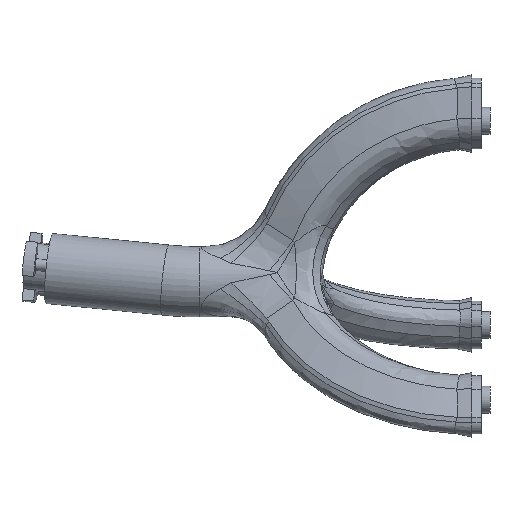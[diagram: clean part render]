
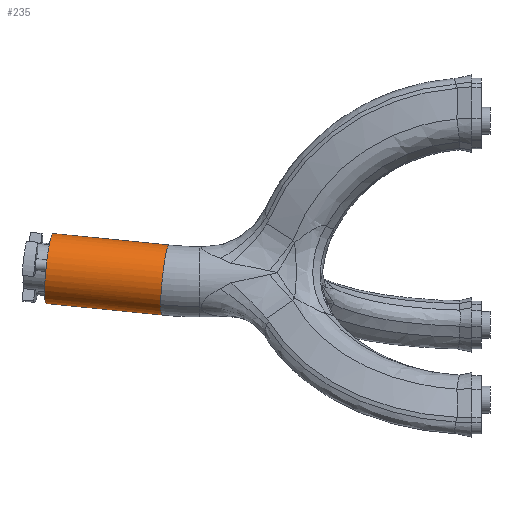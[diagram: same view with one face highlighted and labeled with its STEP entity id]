
A CAD part, left-side view. The second image highlights one B-rep face of the part: STEP entity #235.
In plain terms, the highlighted cylindrical face has radius 6 mm (diameter 12 mm), a partial arc.
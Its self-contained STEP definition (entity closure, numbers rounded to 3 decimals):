
#235 = ADVANCED_FACE ( 'NONE', ( #3596 ), #11131, .T. ) ;
#249 = CARTESIAN_POINT ( 'NONE',  ( 12.088, 53.166, 12.088 ) ) ;
#812 = CARTESIAN_POINT ( 'NONE',  ( 18.257, 72.729, 12.287 ) ) ;
#1187 = CIRCLE ( 'NONE', #5824, 6. ) ;
#1291 = EDGE_CURVE ( 'NONE', #10129, #4093, #1187, .T. ) ;
#1593 = CIRCLE ( 'NONE', #4677, 6. ) ;
#1729 = DIRECTION ( 'NONE',  ( 0., -0.099, 0.995 ) ) ;
#2009 = LINE ( 'NONE', #8560, #2370 ) ;
#2024 = EDGE_CURVE ( 'NONE', #7441, #4573, #2009, .T. ) ;
#2370 = VECTOR ( 'NONE', #6545, 1000. ) ;
#2634 = EDGE_LOOP ( 'NONE', ( #9062, #2906, #6428, #5498, #5313 ) ) ;
#2769 = CARTESIAN_POINT ( 'NONE',  ( 16.289, 51.737, 22.26 ) ) ;
#2855 = CARTESIAN_POINT ( 'NONE',  ( 18.257, 72.136, 18.257 ) ) ;
#2906 = ORIENTED_EDGE ( 'NONE', *, *, #8547, .T. ) ;
#3596 = FACE_OUTER_BOUND ( 'NONE', #2634, .T. ) ;
#3615 = DIRECTION ( 'NONE',  ( 0.098, 0.99, 0.098 ) ) ;
#4093 = VERTEX_POINT ( 'NONE', #10665 ) ;
#4159 = DIRECTION ( 'NONE',  ( -0.005, -0.098, 0.995 ) ) ;
#4335 = EDGE_CURVE ( 'NONE', #4093, #5248, #11812, .T. ) ;
#4564 = CIRCLE ( 'NONE', #6119, 6. ) ;
#4573 = VERTEX_POINT ( 'NONE', #812 ) ;
#4677 = AXIS2_PLACEMENT_3D ( 'NONE', #2855, #9299, #9185 ) ;
#4997 = CARTESIAN_POINT ( 'NONE',  ( 16.289, 52.331, 16.289 ) ) ;
#5248 = VERTEX_POINT ( 'NONE', #8234 ) ;
#5313 = ORIENTED_EDGE ( 'NONE', *, *, #7005, .F. ) ;
#5498 = ORIENTED_EDGE ( 'NONE', *, *, #4335, .T. ) ;
#5683 = CARTESIAN_POINT ( 'NONE',  ( 16.289, 52.924, 10.318 ) ) ;
#5824 = AXIS2_PLACEMENT_3D ( 'NONE', #11071, #6441, #9364 ) ;
#6119 = AXIS2_PLACEMENT_3D ( 'NONE', #4997, #11268, #4159 ) ;
#6428 = ORIENTED_EDGE ( 'NONE', *, *, #1291, .T. ) ;
#6441 = DIRECTION ( 'NONE',  ( 0.098, 0.99, 0.098 ) ) ;
#6545 = DIRECTION ( 'NONE',  ( 0.098, 0.99, 0.098 ) ) ;
#7005 = EDGE_CURVE ( 'NONE', #4573, #5248, #1593, .T. ) ;
#7441 = VERTEX_POINT ( 'NONE', #5683 ) ;
#7454 = DIRECTION ( 'NONE',  ( 0.098, 0.99, 0.098 ) ) ;
#7730 = VECTOR ( 'NONE', #3615, 1000. ) ;
#8141 = AXIS2_PLACEMENT_3D ( 'NONE', #9136, #7454, #1729 ) ;
#8234 = CARTESIAN_POINT ( 'NONE',  ( 18.257, 71.543, 24.228 ) ) ;
#8547 = EDGE_CURVE ( 'NONE', #7441, #10129, #4564, .T. ) ;
#8560 = CARTESIAN_POINT ( 'NONE',  ( 16.289, 52.924, 10.318 ) ) ;
#9062 = ORIENTED_EDGE ( 'NONE', *, *, #2024, .F. ) ;
#9136 = CARTESIAN_POINT ( 'NONE',  ( 16.289, 52.331, 16.289 ) ) ;
#9185 = DIRECTION ( 'NONE',  ( 0., -0.099, 0.995 ) ) ;
#9299 = DIRECTION ( 'NONE',  ( 0.098, 0.99, 0.098 ) ) ;
#9364 = DIRECTION ( 'NONE',  ( -0.005, -0.098, 0.995 ) ) ;
#10129 = VERTEX_POINT ( 'NONE', #249 ) ;
#10665 = CARTESIAN_POINT ( 'NONE',  ( 16.289, 51.737, 22.26 ) ) ;
#11071 = CARTESIAN_POINT ( 'NONE',  ( 16.289, 52.331, 16.289 ) ) ;
#11131 = CYLINDRICAL_SURFACE ( 'NONE', #8141, 6. ) ;
#11268 = DIRECTION ( 'NONE',  ( 0.098, 0.99, 0.098 ) ) ;
#11812 = LINE ( 'NONE', #2769, #7730 ) ;
